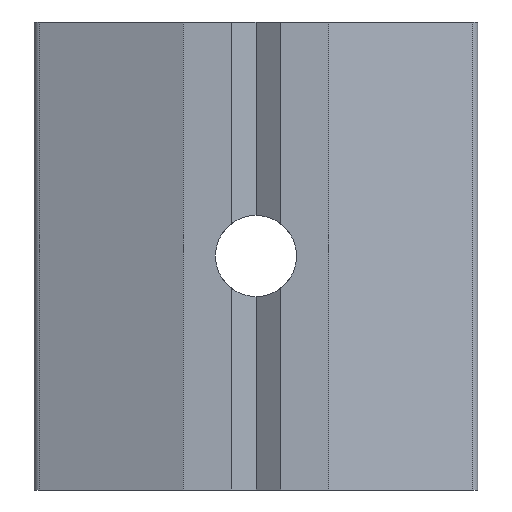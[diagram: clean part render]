
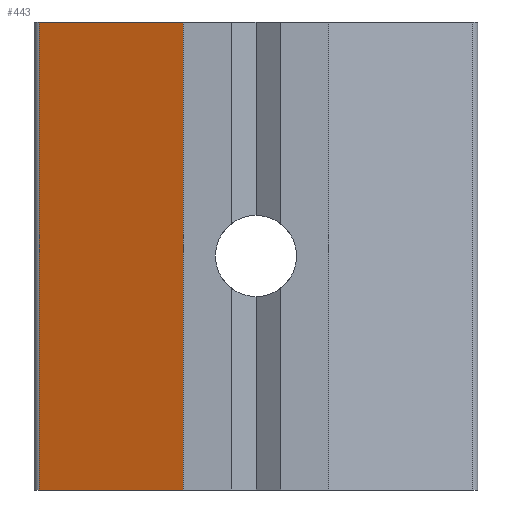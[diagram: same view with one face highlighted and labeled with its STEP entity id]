
A CAD part, front view. The second image highlights one B-rep face of the part: STEP entity #443.
In plain terms, the highlighted planar face has unit normal (-0.342, -0.94, 0).
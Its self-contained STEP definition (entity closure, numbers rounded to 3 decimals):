
#22 = ORIENTED_EDGE ( 'NONE', *, *, #252, .F. ) ;
#130 = DIRECTION ( 'NONE',  ( 0.342, 0.94, 0. ) ) ;
#236 = CARTESIAN_POINT ( 'NONE',  ( -8.803, -5.372, 0. ) ) ;
#242 = DIRECTION ( 'NONE',  ( 0., 0., -1. ) ) ;
#252 = EDGE_CURVE ( 'NONE', #438, #729, #879, .T. ) ;
#280 = LINE ( 'NONE', #680, #452 ) ;
#290 = EDGE_LOOP ( 'NONE', ( #22, #543, #494, #488 ) ) ;
#303 = DIRECTION ( 'NONE',  ( 0.94, -0.342, 0. ) ) ;
#325 = CARTESIAN_POINT ( 'NONE',  ( -8.803, -5.372, 19. ) ) ;
#349 = CARTESIAN_POINT ( 'NONE',  ( -9., -5.3, 19. ) ) ;
#386 = CARTESIAN_POINT ( 'NONE',  ( -2.956, -7.5, 19. ) ) ;
#398 = EDGE_CURVE ( 'NONE', #438, #802, #280, .T. ) ;
#402 = CARTESIAN_POINT ( 'NONE',  ( -9., -5.3, 0. ) ) ;
#438 = VERTEX_POINT ( 'NONE', #325 ) ;
#443 = ADVANCED_FACE ( 'NONE', ( #927 ), #783, .F. ) ;
#452 = VECTOR ( 'NONE', #242, 1000. ) ;
#479 = DIRECTION ( 'NONE',  ( 0.94, -0.342, 0. ) ) ;
#488 = ORIENTED_EDGE ( 'NONE', *, *, #694, .F. ) ;
#491 = VECTOR ( 'NONE', #303, 1000. ) ;
#494 = ORIENTED_EDGE ( 'NONE', *, *, #548, .T. ) ;
#504 = LINE ( 'NONE', #402, #791 ) ;
#543 = ORIENTED_EDGE ( 'NONE', *, *, #398, .T. ) ;
#548 = EDGE_CURVE ( 'NONE', #802, #554, #504, .T. ) ;
#554 = VERTEX_POINT ( 'NONE', #848 ) ;
#579 = VECTOR ( 'NONE', #899, 1000. ) ;
#600 = LINE ( 'NONE', #671, #579 ) ;
#642 = DIRECTION ( 'NONE',  ( -0.94, 0.342, 0. ) ) ;
#671 = CARTESIAN_POINT ( 'NONE',  ( -2.956, -7.5, 19. ) ) ;
#680 = CARTESIAN_POINT ( 'NONE',  ( -8.803, -5.372, 19. ) ) ;
#694 = EDGE_CURVE ( 'NONE', #729, #554, #600, .T. ) ;
#729 = VERTEX_POINT ( 'NONE', #386 ) ;
#783 = PLANE ( 'NONE',  #873 ) ;
#791 = VECTOR ( 'NONE', #479, 1000. ) ;
#802 = VERTEX_POINT ( 'NONE', #236 ) ;
#848 = CARTESIAN_POINT ( 'NONE',  ( -2.956, -7.5, 0. ) ) ;
#873 = AXIS2_PLACEMENT_3D ( 'NONE', #349, #130, #642 ) ;
#879 = LINE ( 'NONE', #896, #491 ) ;
#896 = CARTESIAN_POINT ( 'NONE',  ( -9., -5.3, 19. ) ) ;
#899 = DIRECTION ( 'NONE',  ( 0., 0., -1. ) ) ;
#927 = FACE_OUTER_BOUND ( 'NONE', #290, .T. ) ;
